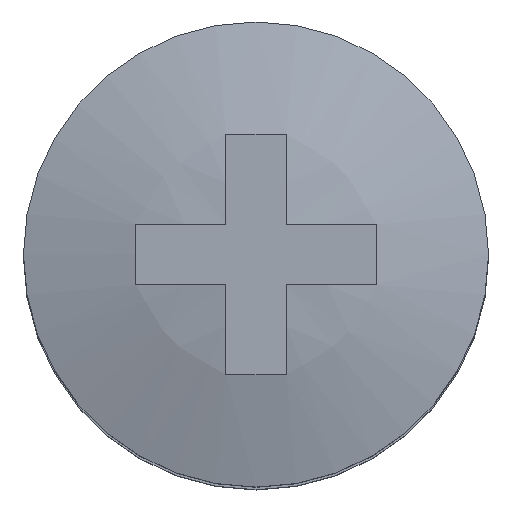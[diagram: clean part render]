
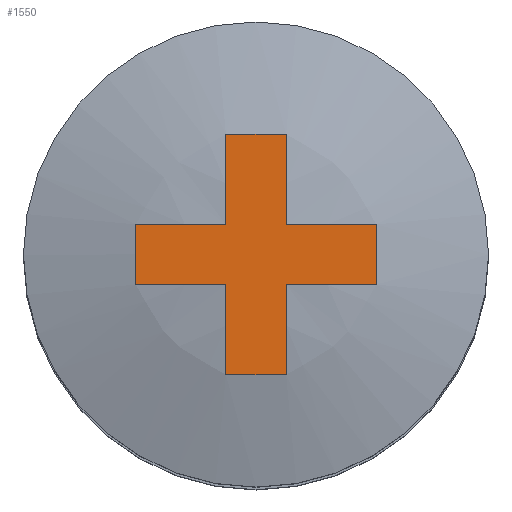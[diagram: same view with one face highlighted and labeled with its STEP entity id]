
A CAD part, top view. The second image highlights one B-rep face of the part: STEP entity #1550.
In plain terms, the highlighted planar face has unit normal (0, 0, 1).
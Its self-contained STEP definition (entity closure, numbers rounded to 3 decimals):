
#1265 = EDGE_CURVE('',#1266,#1268,#1270,.T.);
#1266 = VERTEX_POINT('',#1267);
#1267 = CARTESIAN_POINT('',(-1.5,0.375,12.4));
#1268 = VERTEX_POINT('',#1269);
#1269 = CARTESIAN_POINT('',(-1.5,-0.375,12.4));
#1270 = LINE('',#1271,#1272);
#1271 = CARTESIAN_POINT('',(-1.5,0.375,12.4));
#1272 = VECTOR('',#1273,1.);
#1273 = DIRECTION('',(0.,-1.,0.));
#1297 = EDGE_CURVE('',#1298,#1266,#1300,.T.);
#1298 = VERTEX_POINT('',#1299);
#1299 = CARTESIAN_POINT('',(-0.375,0.375,12.4));
#1300 = LINE('',#1301,#1302);
#1301 = CARTESIAN_POINT('',(-0.375,0.375,12.4));
#1302 = VECTOR('',#1303,1.);
#1303 = DIRECTION('',(-1.,0.,0.));
#1321 = EDGE_CURVE('',#1322,#1298,#1324,.T.);
#1322 = VERTEX_POINT('',#1323);
#1323 = CARTESIAN_POINT('',(-0.375,1.5,12.4));
#1324 = LINE('',#1325,#1326);
#1325 = CARTESIAN_POINT('',(-0.375,1.5,12.4));
#1326 = VECTOR('',#1327,1.);
#1327 = DIRECTION('',(0.,-1.,0.));
#1345 = EDGE_CURVE('',#1346,#1322,#1348,.T.);
#1346 = VERTEX_POINT('',#1347);
#1347 = CARTESIAN_POINT('',(0.375,1.5,12.4));
#1348 = LINE('',#1349,#1350);
#1349 = CARTESIAN_POINT('',(0.375,1.5,12.4));
#1350 = VECTOR('',#1351,1.);
#1351 = DIRECTION('',(-1.,0.,0.));
#1369 = EDGE_CURVE('',#1370,#1346,#1372,.T.);
#1370 = VERTEX_POINT('',#1371);
#1371 = CARTESIAN_POINT('',(0.375,0.375,12.4));
#1372 = LINE('',#1373,#1374);
#1373 = CARTESIAN_POINT('',(0.375,0.375,12.4));
#1374 = VECTOR('',#1375,1.);
#1375 = DIRECTION('',(0.,1.,0.));
#1393 = EDGE_CURVE('',#1394,#1370,#1396,.T.);
#1394 = VERTEX_POINT('',#1395);
#1395 = CARTESIAN_POINT('',(1.5,0.375,12.4));
#1396 = LINE('',#1397,#1398);
#1397 = CARTESIAN_POINT('',(1.5,0.375,12.4));
#1398 = VECTOR('',#1399,1.);
#1399 = DIRECTION('',(-1.,0.,0.));
#1417 = EDGE_CURVE('',#1418,#1394,#1420,.T.);
#1418 = VERTEX_POINT('',#1419);
#1419 = CARTESIAN_POINT('',(1.5,-0.375,12.4));
#1420 = LINE('',#1421,#1422);
#1421 = CARTESIAN_POINT('',(1.5,-0.375,12.4));
#1422 = VECTOR('',#1423,1.);
#1423 = DIRECTION('',(0.,1.,0.));
#1441 = EDGE_CURVE('',#1442,#1418,#1444,.T.);
#1442 = VERTEX_POINT('',#1443);
#1443 = CARTESIAN_POINT('',(0.375,-0.375,12.4));
#1444 = LINE('',#1445,#1446);
#1445 = CARTESIAN_POINT('',(0.375,-0.375,12.4));
#1446 = VECTOR('',#1447,1.);
#1447 = DIRECTION('',(1.,0.,0.));
#1465 = EDGE_CURVE('',#1466,#1442,#1468,.T.);
#1466 = VERTEX_POINT('',#1467);
#1467 = CARTESIAN_POINT('',(0.375,-1.5,12.4));
#1468 = LINE('',#1469,#1470);
#1469 = CARTESIAN_POINT('',(0.375,-1.5,12.4));
#1470 = VECTOR('',#1471,1.);
#1471 = DIRECTION('',(0.,1.,0.));
#1489 = EDGE_CURVE('',#1490,#1466,#1492,.T.);
#1490 = VERTEX_POINT('',#1491);
#1491 = CARTESIAN_POINT('',(-0.375,-1.5,12.4));
#1492 = LINE('',#1493,#1494);
#1493 = CARTESIAN_POINT('',(-0.375,-1.5,12.4));
#1494 = VECTOR('',#1495,1.);
#1495 = DIRECTION('',(1.,0.,0.));
#1513 = EDGE_CURVE('',#1514,#1490,#1516,.T.);
#1514 = VERTEX_POINT('',#1515);
#1515 = CARTESIAN_POINT('',(-0.375,-0.375,12.4));
#1516 = LINE('',#1517,#1518);
#1517 = CARTESIAN_POINT('',(-0.375,-0.375,12.4));
#1518 = VECTOR('',#1519,1.);
#1519 = DIRECTION('',(0.,-1.,0.));
#1537 = EDGE_CURVE('',#1268,#1514,#1538,.T.);
#1538 = LINE('',#1539,#1540);
#1539 = CARTESIAN_POINT('',(-1.5,-0.375,12.4));
#1540 = VECTOR('',#1541,1.);
#1541 = DIRECTION('',(1.,0.,0.));
#1550 = ADVANCED_FACE('',(#1551),#1565,.T.);
#1551 = FACE_BOUND('',#1552,.T.);
#1552 = EDGE_LOOP('',(#1553,#1554,#1555,#1556,#1557,#1558,#1559,#1560,
    #1561,#1562,#1563,#1564));
#1553 = ORIENTED_EDGE('',*,*,#1345,.T.);
#1554 = ORIENTED_EDGE('',*,*,#1321,.T.);
#1555 = ORIENTED_EDGE('',*,*,#1297,.T.);
#1556 = ORIENTED_EDGE('',*,*,#1265,.T.);
#1557 = ORIENTED_EDGE('',*,*,#1537,.T.);
#1558 = ORIENTED_EDGE('',*,*,#1513,.T.);
#1559 = ORIENTED_EDGE('',*,*,#1489,.T.);
#1560 = ORIENTED_EDGE('',*,*,#1465,.T.);
#1561 = ORIENTED_EDGE('',*,*,#1441,.T.);
#1562 = ORIENTED_EDGE('',*,*,#1417,.T.);
#1563 = ORIENTED_EDGE('',*,*,#1393,.T.);
#1564 = ORIENTED_EDGE('',*,*,#1369,.T.);
#1565 = PLANE('',#1566);
#1566 = AXIS2_PLACEMENT_3D('',#1567,#1568,#1569);
#1567 = CARTESIAN_POINT('',(0.,0.,12.4));
#1568 = DIRECTION('',(0.,0.,1.));
#1569 = DIRECTION('',(1.,0.,0.));
